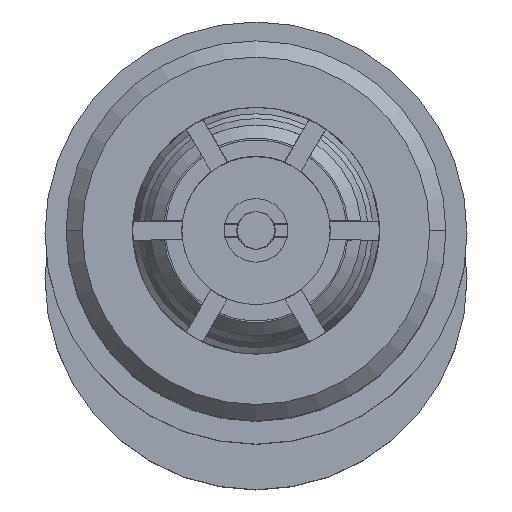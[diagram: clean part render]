
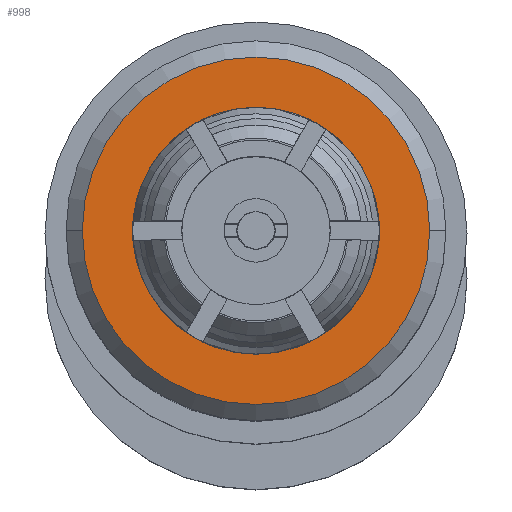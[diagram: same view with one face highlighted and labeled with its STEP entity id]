
A CAD part, top view. The second image highlights one B-rep face of the part: STEP entity #998.
In plain terms, the highlighted face is planar.
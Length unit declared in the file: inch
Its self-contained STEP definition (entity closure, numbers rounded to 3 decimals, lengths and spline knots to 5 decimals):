
#372 = CIRCLE ( 'NONE', #2014, 0.0535 ) ;
#802 = CARTESIAN_POINT ( 'NONE',  ( -0.30819, -0.0535, 0. ) ) ;
#924 = DIRECTION ( 'NONE',  ( 0., 0., -1. ) ) ;
#998 = ADVANCED_FACE ( 'NONE', ( #7724, #1577 ), #4693, .T. ) ;
#1185 = DIRECTION ( 'NONE',  ( 0., 0., -1. ) ) ;
#1577 = FACE_BOUND ( 'NONE', #1673, .T. ) ;
#1673 = EDGE_LOOP ( 'NONE', ( #8247, #3665 ) ) ;
#1699 = DIRECTION ( 'NONE',  ( 1., 0., 0. ) ) ;
#1988 = AXIS2_PLACEMENT_3D ( 'NONE', #5360, #10099, #2973 ) ;
#2014 = AXIS2_PLACEMENT_3D ( 'NONE', #7272, #5020, #1185 ) ;
#2301 = DIRECTION ( 'NONE',  ( 0., 0., 1. ) ) ;
#2394 = DIRECTION ( 'NONE',  ( -1., 0., 0. ) ) ;
#2468 = AXIS2_PLACEMENT_3D ( 'NONE', #802, #2394, #2301 ) ;
#2957 = VERTEX_POINT ( 'NONE', #3399 ) ;
#2973 = DIRECTION ( 'NONE',  ( 0., 0., -1. ) ) ;
#3283 = VERTEX_POINT ( 'NONE', #8218 ) ;
#3399 = CARTESIAN_POINT ( 'NONE',  ( -0.30819, 0., -0.038 ) ) ;
#3665 = ORIENTED_EDGE ( 'NONE', *, *, #8866, .T. ) ;
#3757 = AXIS2_PLACEMENT_3D ( 'NONE', #6730, #4337, #4230 ) ;
#4230 = DIRECTION ( 'NONE',  ( 0., 0., -1. ) ) ;
#4337 = DIRECTION ( 'NONE',  ( 1., 0., 0. ) ) ;
#4662 = EDGE_CURVE ( 'NONE', #2957, #6772, #4709, .T. ) ;
#4693 = PLANE ( 'NONE',  #2468 ) ;
#4709 = CIRCLE ( 'NONE', #3757, 0.038 ) ;
#5020 = DIRECTION ( 'NONE',  ( 1., 0., 0. ) ) ;
#5106 = CIRCLE ( 'NONE', #9533, 0.038 ) ;
#5240 = CIRCLE ( 'NONE', #1988, 0.0535 ) ;
#5360 = CARTESIAN_POINT ( 'NONE',  ( -0.30819, 0., 0. ) ) ;
#5803 = VERTEX_POINT ( 'NONE', #6533 ) ;
#6180 = EDGE_CURVE ( 'NONE', #3283, #5803, #5240, .T. ) ;
#6245 = ORIENTED_EDGE ( 'NONE', *, *, #8541, .F. ) ;
#6513 = CARTESIAN_POINT ( 'NONE',  ( -0.30819, 0., 0.038 ) ) ;
#6533 = CARTESIAN_POINT ( 'NONE',  ( -0.30819, 0., -0.0535 ) ) ;
#6730 = CARTESIAN_POINT ( 'NONE',  ( -0.30819, 0., 0. ) ) ;
#6772 = VERTEX_POINT ( 'NONE', #6513 ) ;
#7272 = CARTESIAN_POINT ( 'NONE',  ( -0.30819, 0., 0. ) ) ;
#7646 = ORIENTED_EDGE ( 'NONE', *, *, #6180, .F. ) ;
#7724 = FACE_OUTER_BOUND ( 'NONE', #9927, .T. ) ;
#8218 = CARTESIAN_POINT ( 'NONE',  ( -0.30819, 0., 0.0535 ) ) ;
#8247 = ORIENTED_EDGE ( 'NONE', *, *, #4662, .T. ) ;
#8541 = EDGE_CURVE ( 'NONE', #5803, #3283, #372, .T. ) ;
#8866 = EDGE_CURVE ( 'NONE', #6772, #2957, #5106, .T. ) ;
#9383 = CARTESIAN_POINT ( 'NONE',  ( -0.30819, 0., 0. ) ) ;
#9533 = AXIS2_PLACEMENT_3D ( 'NONE', #9383, #1699, #924 ) ;
#9927 = EDGE_LOOP ( 'NONE', ( #6245, #7646 ) ) ;
#10099 = DIRECTION ( 'NONE',  ( 1., 0., 0. ) ) ;
